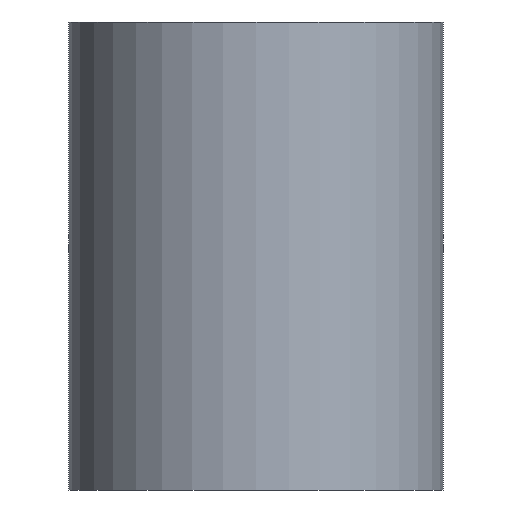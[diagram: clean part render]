
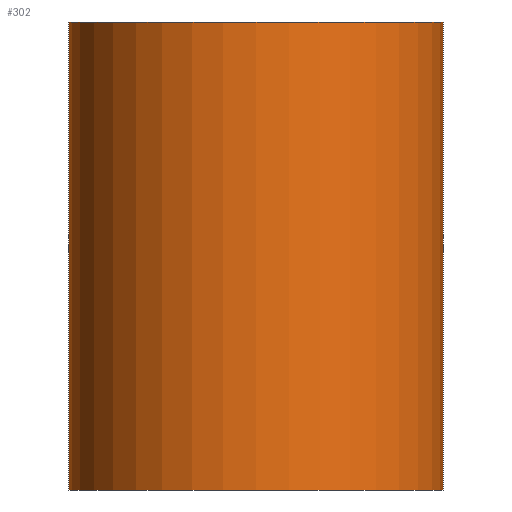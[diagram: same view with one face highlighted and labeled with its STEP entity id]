
A CAD part, front view. The second image highlights one B-rep face of the part: STEP entity #302.
In plain terms, the highlighted cylindrical face has radius 20 mm (diameter 40 mm), a partial arc.
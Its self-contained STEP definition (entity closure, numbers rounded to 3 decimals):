
#1 = DIRECTION ( 'NONE',  ( 0., 0., 1. ) ) ;
#5 = AXIS2_PLACEMENT_3D ( 'NONE', #272, #15, #93 ) ;
#15 = DIRECTION ( 'NONE',  ( 0., 0., 1. ) ) ;
#32 = AXIS2_PLACEMENT_3D ( 'NONE', #65, #171, #47 ) ;
#33 = LINE ( 'NONE', #134, #80 ) ;
#47 = DIRECTION ( 'NONE',  ( 1., 0., 0. ) ) ;
#64 = EDGE_LOOP ( 'NONE', ( #274, #102, #99, #95 ) ) ;
#65 = CARTESIAN_POINT ( 'NONE',  ( 0., 0., 40. ) ) ;
#67 = CARTESIAN_POINT ( 'NONE',  ( 20., 0., 40. ) ) ;
#80 = VECTOR ( 'NONE', #240, 1000. ) ;
#93 = DIRECTION ( 'NONE',  ( 1., 0., 0. ) ) ;
#95 = ORIENTED_EDGE ( 'NONE', *, *, #218, .F. ) ;
#99 = ORIENTED_EDGE ( 'NONE', *, *, #226, .T. ) ;
#102 = ORIENTED_EDGE ( 'NONE', *, *, #269, .T. ) ;
#113 = CARTESIAN_POINT ( 'NONE',  ( -20., 0., 0. ) ) ;
#125 = VERTEX_POINT ( 'NONE', #139 ) ;
#134 = CARTESIAN_POINT ( 'NONE',  ( -20., 0., 40. ) ) ;
#137 = CARTESIAN_POINT ( 'NONE',  ( 20., 0., 50. ) ) ;
#139 = CARTESIAN_POINT ( 'NONE',  ( -20., 0., 50. ) ) ;
#140 = DIRECTION ( 'NONE',  ( 1., 0., 0. ) ) ;
#147 = EDGE_CURVE ( 'NONE', #182, #125, #33, .T. ) ;
#148 = DIRECTION ( 'NONE',  ( 0., 0., 1. ) ) ;
#154 = VERTEX_POINT ( 'NONE', #137 ) ;
#171 = DIRECTION ( 'NONE',  ( 0., 0., 1. ) ) ;
#176 = CIRCLE ( 'NONE', #260, 20. ) ;
#182 = VERTEX_POINT ( 'NONE', #113 ) ;
#200 = VERTEX_POINT ( 'NONE', #321 ) ;
#218 = EDGE_CURVE ( 'NONE', #125, #154, #176, .T. ) ;
#225 = CYLINDRICAL_SURFACE ( 'NONE', #32, 20. ) ;
#226 = EDGE_CURVE ( 'NONE', #200, #154, #323, .T. ) ;
#240 = DIRECTION ( 'NONE',  ( 0., 0., 1. ) ) ;
#243 = VECTOR ( 'NONE', #1, 1000. ) ;
#250 = CARTESIAN_POINT ( 'NONE',  ( 0., 0., 50. ) ) ;
#260 = AXIS2_PLACEMENT_3D ( 'NONE', #250, #148, #140 ) ;
#269 = EDGE_CURVE ( 'NONE', #182, #200, #276, .T. ) ;
#272 = CARTESIAN_POINT ( 'NONE',  ( 0., 0., 0. ) ) ;
#274 = ORIENTED_EDGE ( 'NONE', *, *, #147, .F. ) ;
#276 = CIRCLE ( 'NONE', #5, 20. ) ;
#302 = ADVANCED_FACE ( 'NONE', ( #325 ), #225, .T. ) ;
#321 = CARTESIAN_POINT ( 'NONE',  ( 20., 0., 0. ) ) ;
#323 = LINE ( 'NONE', #67, #243 ) ;
#325 = FACE_OUTER_BOUND ( 'NONE', #64, .T. ) ;
